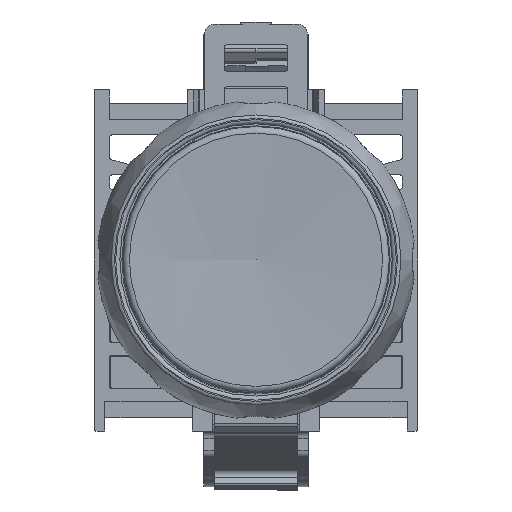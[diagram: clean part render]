
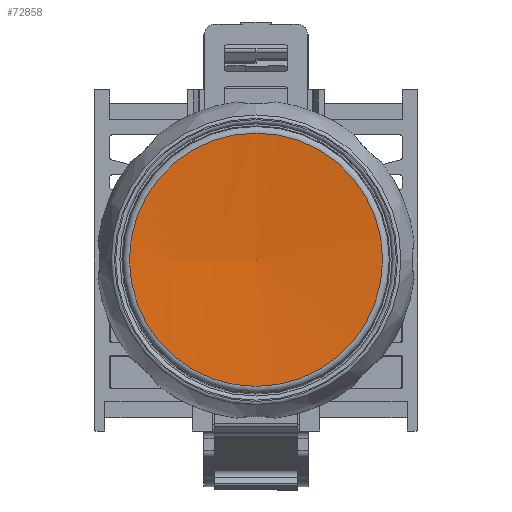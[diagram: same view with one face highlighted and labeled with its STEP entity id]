
A CAD part, top view. The second image highlights one B-rep face of the part: STEP entity #72858.
In plain terms, the highlighted spherical face has radius 121.995 mm.
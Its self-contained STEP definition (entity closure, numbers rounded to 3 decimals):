
#504=SPHERICAL_SURFACE('',#77218,121.995);
#5926=FACE_OUTER_BOUND('',#9909,.T.);
#9909=EDGE_LOOP('',(#58488,#58489,#58490,#58491));
#13536=CIRCLE('',#77215,12.321);
#13537=CIRCLE('',#77216,12.321);
#13539=CIRCLE('',#77219,121.995);
#33159=VERTEX_POINT('',#117589);
#33160=VERTEX_POINT('',#117591);
#33161=VERTEX_POINT('',#117596);
#41938=EDGE_CURVE('',#33159,#33160,#13536,.T.);
#41939=EDGE_CURVE('',#33160,#33159,#13537,.T.);
#41941=EDGE_CURVE('',#33161,#33160,#13539,.T.);
#58488=ORIENTED_EDGE('',*,*,#41939,.F.);
#58489=ORIENTED_EDGE('',*,*,#41941,.F.);
#58490=ORIENTED_EDGE('',*,*,#41941,.T.);
#58491=ORIENTED_EDGE('',*,*,#41938,.F.);
#72858=ADVANCED_FACE('',(#5926),#504,.F.);
#77215=AXIS2_PLACEMENT_3D('',#117592,#89908,#89909);
#77216=AXIS2_PLACEMENT_3D('',#117593,#89910,#89911);
#77218=AXIS2_PLACEMENT_3D('',#117595,#89914,#89915);
#77219=AXIS2_PLACEMENT_3D('',#117597,#89916,#89917);
#89908=DIRECTION('center_axis',(0.,0.,
-1.));
#89909=DIRECTION('ref_axis',(1.,0.,0.));
#89910=DIRECTION('center_axis',(0.,0.,
-1.));
#89911=DIRECTION('ref_axis',(1.,0.,0.));
#89914=DIRECTION('center_axis',(0.,0.,
1.));
#89915=DIRECTION('ref_axis',(1.,0.,0.));
#89916=DIRECTION('center_axis',(0.,1.,0.));
#89917=DIRECTION('ref_axis',(-1.,0.,0.));
#117589=CARTESIAN_POINT('',(12.321,0.,20.274));
#117591=CARTESIAN_POINT('',(-12.321,0.,20.274));
#117592=CARTESIAN_POINT('Origin',(0.,0.,
20.274));
#117593=CARTESIAN_POINT('Origin',(0.,0.,
20.274));
#117595=CARTESIAN_POINT('Origin',(0.,0.,
141.645));
#117596=CARTESIAN_POINT('',(0.,0.,
19.65));
#117597=CARTESIAN_POINT('Origin',(0.,0.,
141.645));
